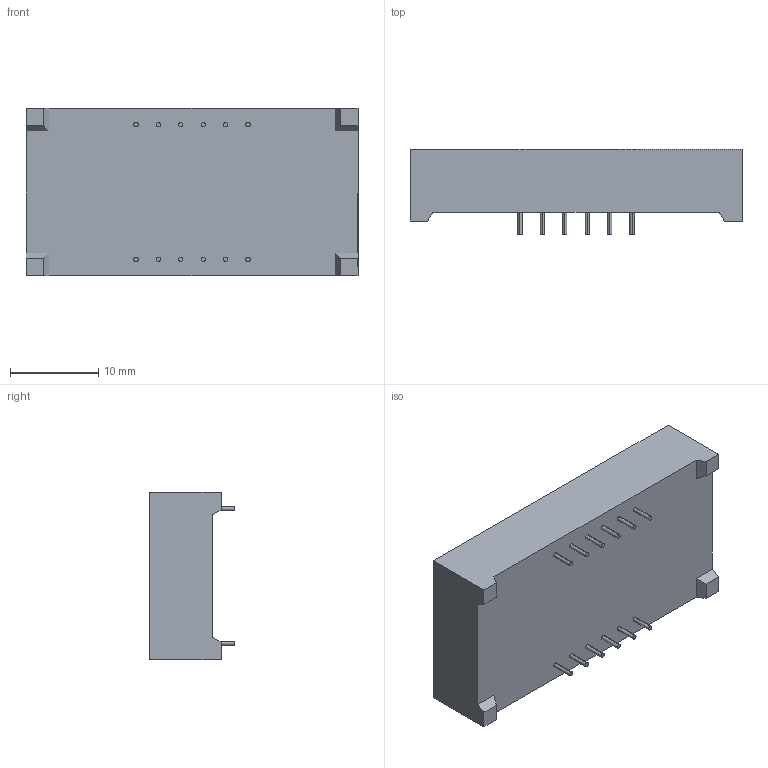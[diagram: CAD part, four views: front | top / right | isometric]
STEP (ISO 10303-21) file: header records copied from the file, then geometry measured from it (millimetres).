
FILE_DESCRIPTION (( 'STEP AP214' ), '1' );
FILE_NAME ('BA56-12SRWA.STEP', '2021-03-15T11:56:12', ( '' ), ( '' ), 'SwSTEP 2.0', 'SolidWorks 2020', '' );
FILE_SCHEMA (( 'AUTOMOTIVE_DESIGN' ));
Length unit declared in the file: millimetre
Products named in the file (1): BA56-12SRWA
Bounding box: 37.6 x 9.6 x 19 mm (x, y, z)
Volume: 5080.1 mm3; surface area: 2340.7 mm2
Topology: 1 solids, 1 shells, 198 faces, 480 edges, 320 vertices
Faces by surface type: plane 156, cylinder 42
Entity records: 7828 total; most frequent: CARTESIAN_POINT 999, DIRECTION 962, ORIENTED_EDGE 960, EDGE_CURVE 480, LINE 396, VECTOR 396, VERTEX_POINT 320, AXIS2_PLACEMENT_3D 283
